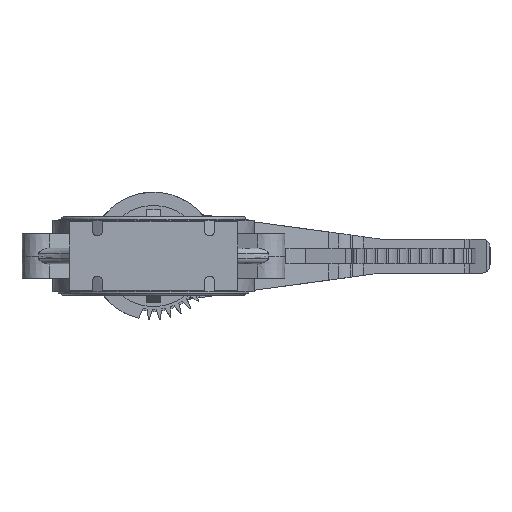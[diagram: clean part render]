
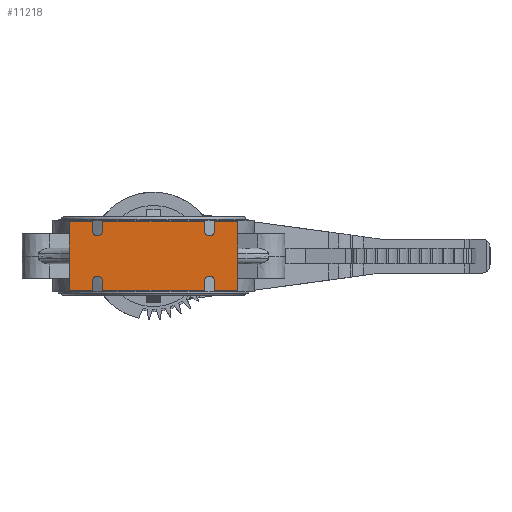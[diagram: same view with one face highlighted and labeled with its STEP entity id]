
A CAD part, front view. The second image highlights one B-rep face of the part: STEP entity #11218.
In plain terms, the highlighted planar face has unit normal (0, -1, 0).
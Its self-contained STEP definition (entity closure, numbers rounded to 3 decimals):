
#1044=FACE_OUTER_BOUND('',#1661,.T.);
#1661=EDGE_LOOP('',(#10018,#10019,#10020,#10021,#10022,#10023,#10024,#10025,
#10026,#10027,#10028,#10029,#10030,#10031,#10032,#10033,#10034,#10035,#10036,
#10037));
#2130=CIRCLE('',#12283,4.5);
#2131=CIRCLE('',#12288,4.5);
#2132=CIRCLE('',#12294,4.5);
#2133=CIRCLE('',#12299,4.5);
#3010=LINE('',#19119,#3993);
#3067=LINE('',#19648,#4050);
#3073=LINE('',#19703,#4056);
#3076=LINE('',#19709,#4059);
#3078=LINE('',#19714,#4061);
#3081=LINE('',#19720,#4064);
#3084=LINE('',#19726,#4067);
#3086=LINE('',#19731,#4069);
#3088=LINE('',#19734,#4071);
#3090=LINE('',#19739,#4073);
#3093=LINE('',#19745,#4076);
#3095=LINE('',#19751,#4078);
#3098=LINE('',#19757,#4081);
#3100=LINE('',#19761,#4083);
#3102=LINE('',#19766,#4085);
#3105=LINE('',#19770,#4088);
#3993=VECTOR('',#15045,1.);
#4050=VECTOR('',#15306,1.);
#4056=VECTOR('',#15326,1.);
#4059=VECTOR('',#15331,1.);
#4061=VECTOR('',#15339,1.);
#4064=VECTOR('',#15344,1.);
#4067=VECTOR('',#15349,1.);
#4069=VECTOR('',#15357,1.);
#4071=VECTOR('',#15361,1.);
#4073=VECTOR('',#15365,1.);
#4076=VECTOR('',#15370,1.);
#4078=VECTOR('',#15378,1.);
#4081=VECTOR('',#15383,1.);
#4083=VECTOR('',#15387,1.);
#4085=VECTOR('',#15395,1.);
#4088=VECTOR('',#15400,1.);
#5099=VERTEX_POINT('',#19116);
#5100=VERTEX_POINT('',#19118);
#5147=VERTEX_POINT('',#19645);
#5148=VERTEX_POINT('',#19647);
#5153=VERTEX_POINT('',#19700);
#5154=VERTEX_POINT('',#19702);
#5155=VERTEX_POINT('',#19706);
#5156=VERTEX_POINT('',#19708);
#5157=VERTEX_POINT('',#19717);
#5158=VERTEX_POINT('',#19719);
#5159=VERTEX_POINT('',#19723);
#5160=VERTEX_POINT('',#19725);
#5161=VERTEX_POINT('',#19736);
#5162=VERTEX_POINT('',#19738);
#5163=VERTEX_POINT('',#19742);
#5164=VERTEX_POINT('',#19744);
#5165=VERTEX_POINT('',#19750);
#5166=VERTEX_POINT('',#19754);
#5167=VERTEX_POINT('',#19756);
#5168=VERTEX_POINT('',#19760);
#6626=EDGE_CURVE('',#5100,#5099,#3010,.T.);
#6745=EDGE_CURVE('',#5148,#5147,#3067,.T.);
#6756=EDGE_CURVE('',#5154,#5153,#3073,.T.);
#6759=EDGE_CURVE('',#5156,#5155,#3076,.T.);
#6761=EDGE_CURVE('',#5153,#5156,#2130,.T.);
#6762=EDGE_CURVE('',#5099,#5154,#3078,.T.);
#6765=EDGE_CURVE('',#5158,#5157,#3081,.T.);
#6768=EDGE_CURVE('',#5160,#5159,#3084,.T.);
#6770=EDGE_CURVE('',#5157,#5160,#2131,.T.);
#6771=EDGE_CURVE('',#5155,#5158,#3086,.T.);
#6773=EDGE_CURVE('',#5159,#5148,#3088,.T.);
#6775=EDGE_CURVE('',#5162,#5161,#3090,.T.);
#6778=EDGE_CURVE('',#5164,#5163,#3093,.T.);
#6780=EDGE_CURVE('',#5161,#5164,#2132,.T.);
#6781=EDGE_CURVE('',#5165,#5162,#3095,.T.);
#6784=EDGE_CURVE('',#5167,#5166,#3098,.T.);
#6786=EDGE_CURVE('',#5168,#5165,#3100,.T.);
#6788=EDGE_CURVE('',#5166,#5168,#2133,.T.);
#6789=EDGE_CURVE('',#5147,#5167,#3102,.T.);
#6792=EDGE_CURVE('',#5163,#5100,#3105,.T.);
#10018=ORIENTED_EDGE('',*,*,#6759,.T.);
#10019=ORIENTED_EDGE('',*,*,#6771,.T.);
#10020=ORIENTED_EDGE('',*,*,#6765,.T.);
#10021=ORIENTED_EDGE('',*,*,#6770,.T.);
#10022=ORIENTED_EDGE('',*,*,#6768,.T.);
#10023=ORIENTED_EDGE('',*,*,#6773,.T.);
#10024=ORIENTED_EDGE('',*,*,#6745,.T.);
#10025=ORIENTED_EDGE('',*,*,#6789,.T.);
#10026=ORIENTED_EDGE('',*,*,#6784,.T.);
#10027=ORIENTED_EDGE('',*,*,#6788,.T.);
#10028=ORIENTED_EDGE('',*,*,#6786,.T.);
#10029=ORIENTED_EDGE('',*,*,#6781,.T.);
#10030=ORIENTED_EDGE('',*,*,#6775,.T.);
#10031=ORIENTED_EDGE('',*,*,#6780,.T.);
#10032=ORIENTED_EDGE('',*,*,#6778,.T.);
#10033=ORIENTED_EDGE('',*,*,#6792,.T.);
#10034=ORIENTED_EDGE('',*,*,#6626,.T.);
#10035=ORIENTED_EDGE('',*,*,#6762,.T.);
#10036=ORIENTED_EDGE('',*,*,#6756,.T.);
#10037=ORIENTED_EDGE('',*,*,#6761,.T.);
#10424=PLANE('',#12319);
#11218=ADVANCED_FACE('',(#1044),#10424,.F.);
#12283=AXIS2_PLACEMENT_3D('',#19712,#15335,#15336);
#12288=AXIS2_PLACEMENT_3D('',#19729,#15353,#15354);
#12294=AXIS2_PLACEMENT_3D('',#19748,#15374,#15375);
#12299=AXIS2_PLACEMENT_3D('',#19764,#15391,#15392);
#12319=AXIS2_PLACEMENT_3D('',#19791,#15438,#15439);
#15045=DIRECTION('',(0.,0.,1.));
#15306=DIRECTION('',(0.,0.,-1.));
#15326=DIRECTION('',(-0.031,0.,-1.));
#15331=DIRECTION('',(-0.031,0.,1.));
#15335=DIRECTION('center_axis',(0.,1.,0.));
#15336=DIRECTION('ref_axis',(1.,0.,-0.031));
#15339=DIRECTION('',(-1.,0.,0.));
#15344=DIRECTION('',(-0.031,0.,-1.));
#15349=DIRECTION('',(-0.031,0.,1.));
#15353=DIRECTION('center_axis',(0.,1.,0.));
#15354=DIRECTION('ref_axis',(1.,0.,-0.031));
#15357=DIRECTION('',(-1.,0.,0.));
#15361=DIRECTION('',(-1.,0.,0.));
#15365=DIRECTION('',(0.031,0.,1.));
#15370=DIRECTION('',(0.031,0.,-1.));
#15374=DIRECTION('center_axis',(0.,1.,0.));
#15375=DIRECTION('ref_axis',(-1.,0.,0.031));
#15378=DIRECTION('',(1.,0.,0.));
#15383=DIRECTION('',(0.031,0.,1.));
#15387=DIRECTION('',(0.031,0.,-1.));
#15391=DIRECTION('center_axis',(0.,1.,0.));
#15392=DIRECTION('ref_axis',(-1.,0.,0.031));
#15395=DIRECTION('',(1.,0.,0.));
#15400=DIRECTION('',(1.,0.,0.));
#15438=DIRECTION('center_axis',(0.,1.,0.));
#15439=DIRECTION('ref_axis',(1.,0.,0.));
#19116=CARTESIAN_POINT('',(75.,-130.,30.5));
#19118=CARTESIAN_POINT('',(75.,-130.,-30.5));
#19119=CARTESIAN_POINT('',(75.,-130.,-30.5));
#19645=CARTESIAN_POINT('',(-75.,-130.,-30.5));
#19647=CARTESIAN_POINT('',(-75.,-130.,30.5));
#19648=CARTESIAN_POINT('',(-75.,-130.,0.));
#19700=CARTESIAN_POINT('',(54.498,-130.,22.361));
#19702=CARTESIAN_POINT('',(54.75,-130.,30.5));
#19703=CARTESIAN_POINT('',(54.189,-130.,12.383));
#19706=CARTESIAN_POINT('',(45.25,-130.,30.5));
#19708=CARTESIAN_POINT('',(45.502,-130.,22.361));
#19709=CARTESIAN_POINT('',(45.763,-130.,13.93));
#19712=CARTESIAN_POINT('Origin',(50.,-130.,22.5));
#19714=CARTESIAN_POINT('',(-75.,-130.,30.5));
#19717=CARTESIAN_POINT('',(-45.502,-130.,22.361));
#19719=CARTESIAN_POINT('',(-45.25,-130.,30.5));
#19720=CARTESIAN_POINT('',(-45.763,-130.,13.93));
#19723=CARTESIAN_POINT('',(-54.75,-130.,30.5));
#19725=CARTESIAN_POINT('',(-54.498,-130.,22.361));
#19726=CARTESIAN_POINT('',(-54.189,-130.,12.383));
#19729=CARTESIAN_POINT('Origin',(-50.,-130.,22.5));
#19731=CARTESIAN_POINT('',(-75.,-130.,30.5));
#19734=CARTESIAN_POINT('',(-75.,-130.,30.5));
#19736=CARTESIAN_POINT('',(45.502,-130.,-22.361));
#19738=CARTESIAN_POINT('',(45.25,-130.,-30.5));
#19739=CARTESIAN_POINT('',(45.763,-130.,-13.93));
#19742=CARTESIAN_POINT('',(54.75,-130.,-30.5));
#19744=CARTESIAN_POINT('',(54.498,-130.,-22.361));
#19745=CARTESIAN_POINT('',(54.189,-130.,-12.383));
#19748=CARTESIAN_POINT('Origin',(50.,-130.,-22.5));
#19750=CARTESIAN_POINT('',(-45.25,-130.,-30.5));
#19751=CARTESIAN_POINT('',(-75.,-130.,-30.5));
#19754=CARTESIAN_POINT('',(-54.498,-130.,-22.361));
#19756=CARTESIAN_POINT('',(-54.75,-130.,-30.5));
#19757=CARTESIAN_POINT('',(-54.189,-130.,-12.383));
#19760=CARTESIAN_POINT('',(-45.502,-130.,-22.361));
#19761=CARTESIAN_POINT('',(-45.763,-130.,-13.93));
#19764=CARTESIAN_POINT('Origin',(-50.,-130.,-22.5));
#19766=CARTESIAN_POINT('',(-75.,-130.,-30.5));
#19770=CARTESIAN_POINT('',(-75.,-130.,-30.5));
#19791=CARTESIAN_POINT('Origin',(0.,-130.,0.));
